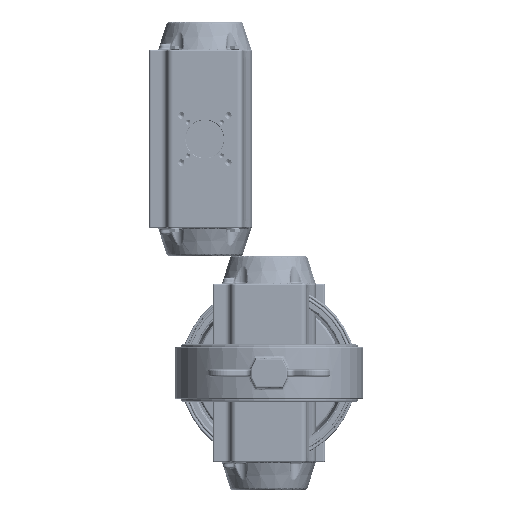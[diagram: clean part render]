
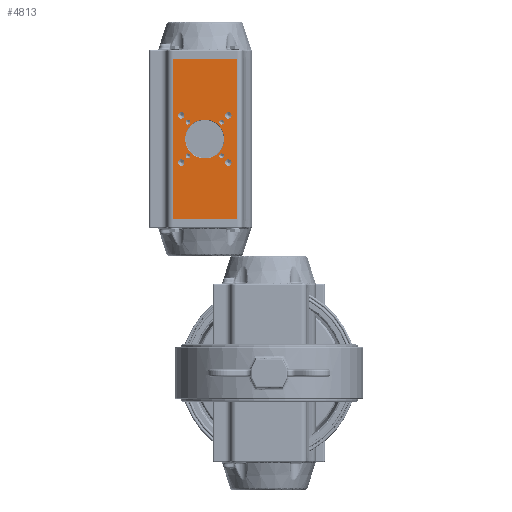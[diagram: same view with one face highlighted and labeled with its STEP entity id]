
A CAD part, front view. The second image highlights one B-rep face of the part: STEP entity #4813.
In plain terms, the highlighted planar face has unit normal (0, -1, 0).
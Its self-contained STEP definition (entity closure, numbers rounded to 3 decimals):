
#4813 = ADVANCED_FACE( 'NONE', ( #9995, #9996, #9997, #9998, #9999, #10000, #10001, #10002, #10003, #10004 ), #10005, .F. );
#9995 = FACE_OUTER_BOUND( '', #21692, .T. );
#9996 = FACE_BOUND( '', #21693, .T. );
#9997 = FACE_BOUND( '', #21694, .T. );
#9998 = FACE_BOUND( '', #21695, .T. );
#9999 = FACE_BOUND( '', #21696, .T. );
#10000 = FACE_BOUND( '', #21697, .T. );
#10001 = FACE_BOUND( '', #21698, .T. );
#10002 = FACE_BOUND( '', #21699, .T. );
#10003 = FACE_BOUND( '', #21700, .T. );
#10004 = FACE_BOUND( '', #21701, .T. );
#10005 = PLANE( '', #21702 );
#21692 = EDGE_LOOP( '', ( #36759, #36760, #36761, #36762 ) );
#21693 = EDGE_LOOP( '', ( #36763 ) );
#21694 = EDGE_LOOP( '', ( #36764 ) );
#21695 = EDGE_LOOP( '', ( #36765 ) );
#21696 = EDGE_LOOP( '', ( #36766 ) );
#21697 = EDGE_LOOP( '', ( #36767 ) );
#21698 = EDGE_LOOP( '', ( #36768 ) );
#21699 = EDGE_LOOP( '', ( #36769 ) );
#21700 = EDGE_LOOP( '', ( #36770 ) );
#21701 = EDGE_LOOP( '', ( #36771 ) );
#21702 = AXIS2_PLACEMENT_3D( '', #36772, #36773, #36774 );
#36759 = ORIENTED_EDGE( '', *, *, #40902, .F. );
#36760 = ORIENTED_EDGE( '', *, *, #42355, .T. );
#36761 = ORIENTED_EDGE( '', *, *, #42214, .T. );
#36762 = ORIENTED_EDGE( '', *, *, #39221, .T. );
#36763 = ORIENTED_EDGE( '', *, *, #38478, .T. );
#36764 = ORIENTED_EDGE( '', *, *, #38906, .F. );
#36765 = ORIENTED_EDGE( '', *, *, #42216, .F. );
#36766 = ORIENTED_EDGE( '', *, *, #41054, .F. );
#36767 = ORIENTED_EDGE( '', *, *, #39831, .F. );
#36768 = ORIENTED_EDGE( '', *, *, #40543, .F. );
#36769 = ORIENTED_EDGE( '', *, *, #41321, .F. );
#36770 = ORIENTED_EDGE( '', *, *, #40173, .F. );
#36771 = ORIENTED_EDGE( '', *, *, #40211, .F. );
#36772 = CARTESIAN_POINT( '', ( 33.75, -58., 84.5 ) );
#36773 = DIRECTION( '', ( 0., 1., 0. ) );
#36774 = DIRECTION( '', ( 1., 0., 0. ) );
#38478 = EDGE_CURVE( 'NONE', #44742, #44742, #44743, .T. );
#38906 = EDGE_CURVE( 'NONE', #45450, #45450, #45451, .T. );
#39221 = EDGE_CURVE( 'NONE', #45215, #45947, #45949, .T. );
#39831 = EDGE_CURVE( 'NONE', #46888, #46888, #46889, .T. );
#40173 = EDGE_CURVE( 'NONE', #47403, #47403, #47404, .T. );
#40211 = EDGE_CURVE( 'NONE', #47454, #47454, #47455, .T. );
#40543 = EDGE_CURVE( 'NONE', #47918, #47918, #47919, .T. );
#40902 = EDGE_CURVE( 'NONE', #43640, #45947, #48412, .T. );
#41054 = EDGE_CURVE( 'NONE', #48603, #48603, #48604, .T. );
#41321 = EDGE_CURVE( 'NONE', #48938, #48938, #48939, .T. );
#42214 = EDGE_CURVE( 'NONE', #48596, #45215, #50021, .T. );
#42216 = EDGE_CURVE( 'NONE', #50023, #50023, #50024, .T. );
#42355 = EDGE_CURVE( 'NONE', #43640, #48596, #50169, .T. );
#43640 = VERTEX_POINT( 'NONE', #52695 );
#44742 = VERTEX_POINT( '', #55416 );
#44743 = CIRCLE( '', #55417, 20.5 );
#45215 = VERTEX_POINT( 'NONE', #56393 );
#45450 = VERTEX_POINT( '', #56837 );
#45451 = CIRCLE( '', #56838, 3.4 );
#45947 = VERTEX_POINT( 'NONE', #58468 );
#45949 = LINE( '', #58471, #58472 );
#46888 = VERTEX_POINT( '', #61195 );
#46889 = CIRCLE( '', #61196, 3.4 );
#47403 = VERTEX_POINT( '', #62721 );
#47404 = CIRCLE( '', #62722, 2.5 );
#47454 = VERTEX_POINT( '', #62867 );
#47455 = CIRCLE( '', #62868, 2.5 );
#47918 = VERTEX_POINT( '', #64291 );
#47919 = CIRCLE( '', #64292, 2.5 );
#48412 = LINE( '', #65616, #65617 );
#48596 = VERTEX_POINT( 'NONE', #66149 );
#48603 = VERTEX_POINT( '', #66159 );
#48604 = CIRCLE( '', #66160, 3.4 );
#48938 = VERTEX_POINT( '', #67260 );
#48939 = CIRCLE( '', #67261, 2.5 );
#50021 = LINE( '', #69905, #69906 );
#50023 = VERTEX_POINT( '', #69908 );
#50024 = CIRCLE( '', #69909, 3.4 );
#50169 = LINE( '', #70355, #70356 );
#52695 = CARTESIAN_POINT( '', ( 33.75, -58., 84. ) );
#55416 = CARTESIAN_POINT( '', ( -20.5, -58., 0. ) );
#55417 = AXIS2_PLACEMENT_3D( '', #72550, #72551, #72552 );
#56393 = CARTESIAN_POINT( '', ( -33.75, -58., -84. ) );
#56837 = CARTESIAN_POINT( '', ( -24.749, -58., 21.349 ) );
#56838 = AXIS2_PLACEMENT_3D( '', #73089, #73090, #73091 );
#58468 = CARTESIAN_POINT( '', ( 33.75, -58., -84. ) );
#58471 = CARTESIAN_POINT( '', ( 33.75, -58., -84. ) );
#58472 = VECTOR( '', #73439, 1000. );
#61195 = CARTESIAN_POINT( '', ( -24.749, -58., -28.149 ) );
#61196 = AXIS2_PLACEMENT_3D( '', #74051, #74052, #74053 );
#62721 = CARTESIAN_POINT( '', ( 17.678, -58., -20.178 ) );
#62722 = AXIS2_PLACEMENT_3D( '', #74464, #74465, #74466 );
#62867 = CARTESIAN_POINT( '', ( -17.678, -58., -20.178 ) );
#62868 = AXIS2_PLACEMENT_3D( '', #74505, #74506, #74507 );
#64291 = CARTESIAN_POINT( '', ( -17.678, -58., 15.178 ) );
#64292 = AXIS2_PLACEMENT_3D( '', #74841, #74842, #74843 );
#65616 = CARTESIAN_POINT( '', ( 33.75, -58., 84.5 ) );
#65617 = VECTOR( '', #75283, 1000. );
#66149 = CARTESIAN_POINT( '', ( -33.75, -58., 84. ) );
#66159 = CARTESIAN_POINT( '', ( 24.749, -58., -28.149 ) );
#66160 = AXIS2_PLACEMENT_3D( '', #75431, #75432, #75433 );
#67260 = CARTESIAN_POINT( '', ( 17.678, -58., 15.178 ) );
#67261 = AXIS2_PLACEMENT_3D( '', #75724, #75725, #75726 );
#69905 = CARTESIAN_POINT( '', ( -33.75, -58., 84.5 ) );
#69906 = VECTOR( '', #76583, 1000. );
#69908 = CARTESIAN_POINT( '', ( 24.749, -58., 21.349 ) );
#69909 = AXIS2_PLACEMENT_3D( '', #76584, #76585, #76586 );
#70355 = CARTESIAN_POINT( '', ( -33.75, -58., 84. ) );
#70356 = VECTOR( '', #76659, 1000. );
#72550 = CARTESIAN_POINT( '', ( 0., -58., 0. ) );
#72551 = DIRECTION( '', ( 0., 1., 0. ) );
#72552 = DIRECTION( '', ( -1., 0., 0. ) );
#73089 = CARTESIAN_POINT( '', ( -24.749, -58., 24.749 ) );
#73090 = DIRECTION( '', ( 0., -1., 0. ) );
#73091 = DIRECTION( '', ( 0., 0., -1. ) );
#73439 = DIRECTION( '', ( 1., 0., 0. ) );
#74051 = CARTESIAN_POINT( '', ( -24.749, -58., -24.749 ) );
#74052 = DIRECTION( '', ( 0., -1., 0. ) );
#74053 = DIRECTION( '', ( 0., 0., -1. ) );
#74464 = CARTESIAN_POINT( '', ( 17.678, -58., -17.678 ) );
#74465 = DIRECTION( '', ( 0., -1., 0. ) );
#74466 = DIRECTION( '', ( 0., 0., -1. ) );
#74505 = CARTESIAN_POINT( '', ( -17.678, -58., -17.678 ) );
#74506 = DIRECTION( '', ( 0., -1., 0. ) );
#74507 = DIRECTION( '', ( 0., 0., -1. ) );
#74841 = CARTESIAN_POINT( '', ( -17.678, -58., 17.678 ) );
#74842 = DIRECTION( '', ( 0., -1., 0. ) );
#74843 = DIRECTION( '', ( 0., 0., -1. ) );
#75283 = DIRECTION( '', ( 0., 0., -1. ) );
#75431 = CARTESIAN_POINT( '', ( 24.749, -58., -24.749 ) );
#75432 = DIRECTION( '', ( 0., -1., 0. ) );
#75433 = DIRECTION( '', ( 0., 0., -1. ) );
#75724 = CARTESIAN_POINT( '', ( 17.678, -58., 17.678 ) );
#75725 = DIRECTION( '', ( 0., -1., 0. ) );
#75726 = DIRECTION( '', ( 0., 0., -1. ) );
#76583 = DIRECTION( '', ( 0., 0., -1. ) );
#76584 = CARTESIAN_POINT( '', ( 24.749, -58., 24.749 ) );
#76585 = DIRECTION( '', ( 0., -1., 0. ) );
#76586 = DIRECTION( '', ( 0., 0., -1. ) );
#76659 = DIRECTION( '', ( -1., 0., 0. ) );
